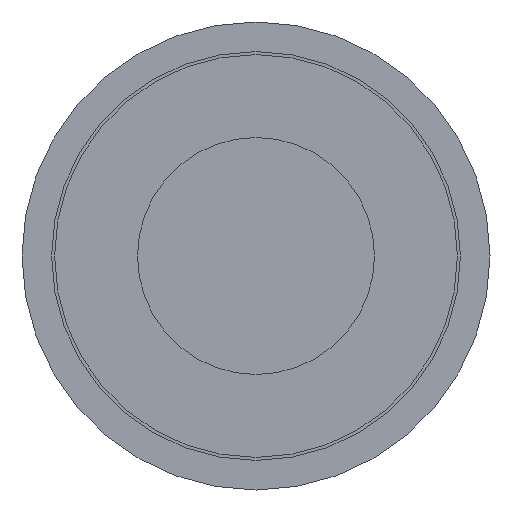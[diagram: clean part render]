
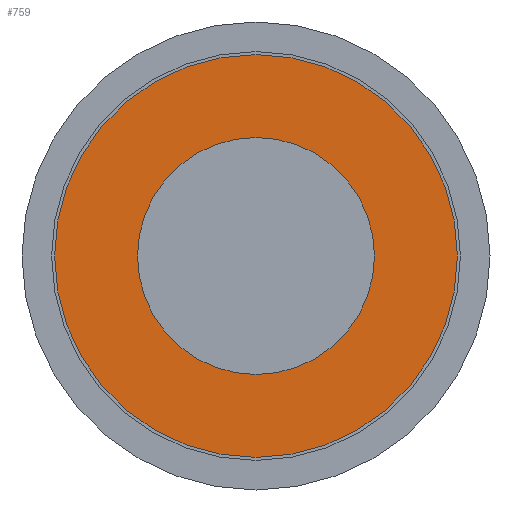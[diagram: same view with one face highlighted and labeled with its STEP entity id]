
A CAD part, front view. The second image highlights one B-rep face of the part: STEP entity #759.
In plain terms, the highlighted planar face has unit normal (0, -1, 0).
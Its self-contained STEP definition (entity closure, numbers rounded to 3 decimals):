
#212=ORIENTED_EDGE('',*,*,#284,.F.);
#213=ORIENTED_EDGE('',*,*,#283,.T.);
#283=EDGE_CURVE('',#330,#330,#357,.T.);
#284=EDGE_CURVE('',#331,#331,#358,.T.);
#330=VERTEX_POINT('',#1224);
#331=VERTEX_POINT('',#1227);
#357=CIRCLE('',#822,20.);
#358=CIRCLE('',#824,34.);
#401=EDGE_LOOP('',(#212));
#402=EDGE_LOOP('',(#213));
#451=FACE_BOUND('',#401,.T.);
#452=FACE_BOUND('',#402,.T.);
#472=PLANE('',#823);
#759=ADVANCED_FACE('',(#451,#452),#472,.F.);
#822=AXIS2_PLACEMENT_3D('',#1223,#949,#950);
#823=AXIS2_PLACEMENT_3D('',#1225,#951,#952);
#824=AXIS2_PLACEMENT_3D('',#1226,#953,#954);
#949=DIRECTION('',(0.,1.,0.));
#950=DIRECTION('',(0.,0.,1.));
#951=DIRECTION('',(0.,1.,0.));
#952=DIRECTION('',(0.,0.,1.));
#953=DIRECTION('',(0.,1.,0.));
#954=DIRECTION('',(0.,0.,1.));
#1223=CARTESIAN_POINT('',(0.,-2.,0.));
#1224=CARTESIAN_POINT('',(0.,-2.,20.));
#1225=CARTESIAN_POINT('',(-20.,-2.,0.));
#1226=CARTESIAN_POINT('',(0.,-2.,0.));
#1227=CARTESIAN_POINT('',(0.,-2.,34.));
